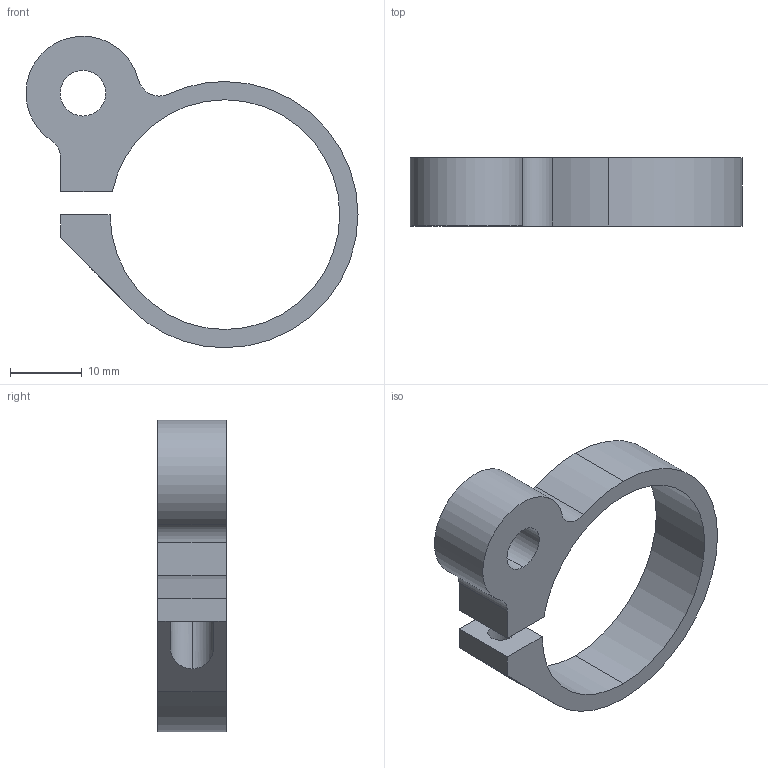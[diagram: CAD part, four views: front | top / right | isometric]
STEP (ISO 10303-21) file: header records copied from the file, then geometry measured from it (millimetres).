
FILE_DESCRIPTION (( 'STEP AP203' ), '1' );
FILE_NAME ('555144.STEP', '2014-07-11T18:50:09', ( 'Kyle' ), ( 'Microsoft' ), 'SwSTEP 2.0', 'SolidWorks 2014', '' );
FILE_SCHEMA (( 'CONFIG_CONTROL_DESIGN' ));
Length unit declared in the file: inch
Products named in the file (1): 555144
Bounding box: 46.24 x 9.53 x 43.39 mm (x, y, z)
Volume: 4605 mm3; surface area: 3724.4 mm2
Topology: 1 solids, 1 shells, 29 faces, 77 edges, 49 vertices
Faces by surface type: cylinder 17, plane 10, cone 2
Entity records: 984 total; most frequent: DIRECTION 165, CARTESIAN_POINT 160, ORIENTED_EDGE 150, EDGE_CURVE 75, AXIS2_PLACEMENT_3D 62, VERTEX_POINT 49, VECTOR 41, LINE 41
